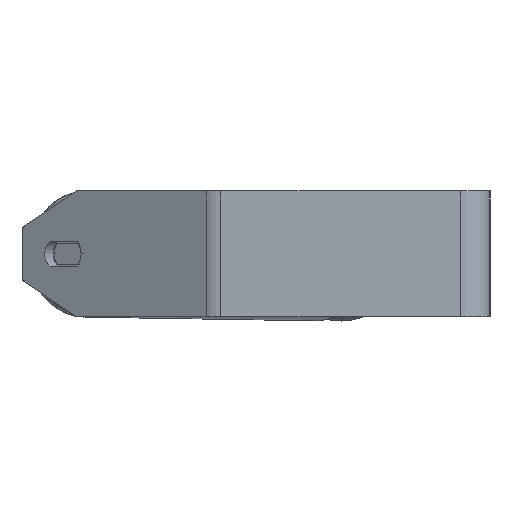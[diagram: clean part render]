
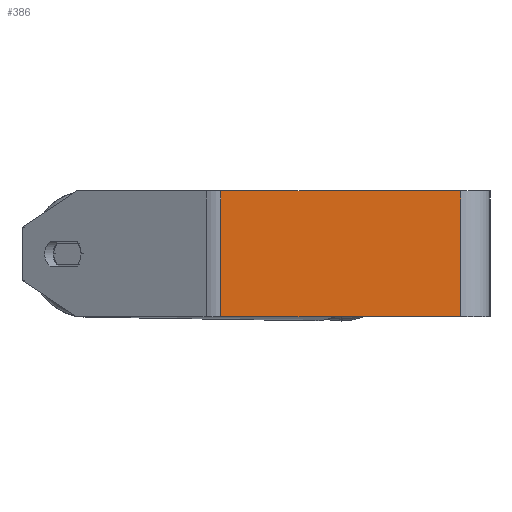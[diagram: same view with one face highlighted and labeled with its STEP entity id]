
A CAD part, left-side view. The second image highlights one B-rep face of the part: STEP entity #386.
In plain terms, the highlighted planar face has unit normal (-1, 0, 0).
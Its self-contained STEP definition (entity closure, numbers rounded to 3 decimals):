
#5 = CARTESIAN_POINT ( 'NONE',  ( -400., 128.327, -30. ) ) ;
#9 = CARTESIAN_POINT ( 'NONE',  ( -400., 14., 30. ) ) ;
#104 = DIRECTION ( 'NONE',  ( 1., 0., 0. ) ) ;
#386 = ADVANCED_FACE ( 'NONE', ( #934 ), #4241, .F. ) ;
#429 = ORIENTED_EDGE ( 'NONE', *, *, #8572, .T. ) ;
#492 = EDGE_CURVE ( 'NONE', #8128, #6589, #3103, .T. ) ;
#852 = CARTESIAN_POINT ( 'NONE',  ( -400., 132.078, 30. ) ) ;
#934 = FACE_OUTER_BOUND ( 'NONE', #6259, .T. ) ;
#1054 = ORIENTED_EDGE ( 'NONE', *, *, #7764, .T. ) ;
#1430 = DIRECTION ( 'NONE',  ( 0., -1., 0. ) ) ;
#2164 = CARTESIAN_POINT ( 'NONE',  ( -400., 132.078, -30. ) ) ;
#2192 = ORIENTED_EDGE ( 'NONE', *, *, #492, .F. ) ;
#2529 = DIRECTION ( 'NONE',  ( 0., 0., -1. ) ) ;
#3103 = LINE ( 'NONE', #5906, #4723 ) ;
#3502 = VECTOR ( 'NONE', #4869, 1000. ) ;
#3759 = CARTESIAN_POINT ( 'NONE',  ( -400., 14., -30. ) ) ;
#4091 = VECTOR ( 'NONE', #1430, 1000. ) ;
#4241 = PLANE ( 'NONE',  #8565 ) ;
#4723 = VECTOR ( 'NONE', #2529, 1000. ) ;
#4773 = LINE ( 'NONE', #2164, #3502 ) ;
#4831 = LINE ( 'NONE', #7546, #4091 ) ;
#4852 = VECTOR ( 'NONE', #5559, 1000. ) ;
#4869 = DIRECTION ( 'NONE',  ( 0., -1., 0. ) ) ;
#4936 = CARTESIAN_POINT ( 'NONE',  ( -400., 128.327, 30. ) ) ;
#5137 = VERTEX_POINT ( 'NONE', #5 ) ;
#5559 = DIRECTION ( 'NONE',  ( 0., 0., -1. ) ) ;
#5687 = EDGE_CURVE ( 'NONE', #8583, #8128, #4831, .T. ) ;
#5906 = CARTESIAN_POINT ( 'NONE',  ( -400., 14., 30. ) ) ;
#6179 = ORIENTED_EDGE ( 'NONE', *, *, #5687, .F. ) ;
#6259 = EDGE_LOOP ( 'NONE', ( #1054, #2192, #6179, #429 ) ) ;
#6299 = DIRECTION ( 'NONE',  ( 0., 0., -1. ) ) ;
#6589 = VERTEX_POINT ( 'NONE', #3759 ) ;
#6926 = CARTESIAN_POINT ( 'NONE',  ( -400., 128.327, 30. ) ) ;
#7546 = CARTESIAN_POINT ( 'NONE',  ( -400., 132.078, 30. ) ) ;
#7764 = EDGE_CURVE ( 'NONE', #5137, #6589, #4773, .T. ) ;
#8128 = VERTEX_POINT ( 'NONE', #9 ) ;
#8298 = LINE ( 'NONE', #4936, #4852 ) ;
#8565 = AXIS2_PLACEMENT_3D ( 'NONE', #852, #104, #6299 ) ;
#8572 = EDGE_CURVE ( 'NONE', #8583, #5137, #8298, .T. ) ;
#8583 = VERTEX_POINT ( 'NONE', #6926 ) ;
